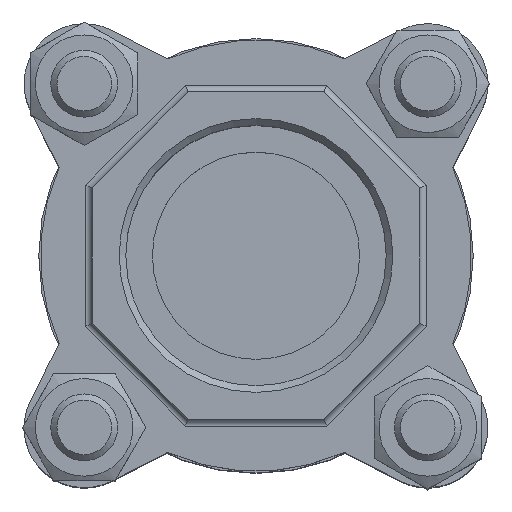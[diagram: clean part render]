
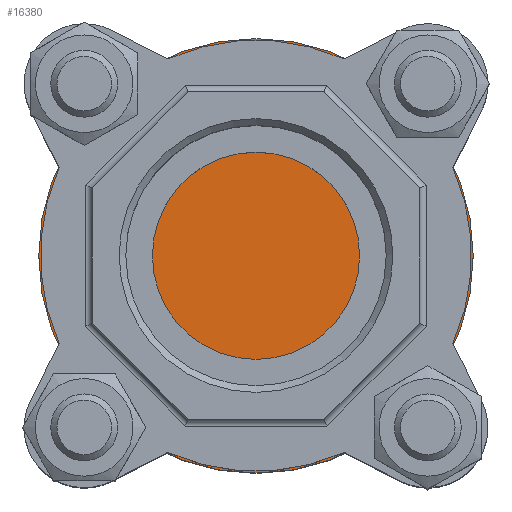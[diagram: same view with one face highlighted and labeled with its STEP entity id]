
A CAD part, top view. The second image highlights one B-rep face of the part: STEP entity #16380.
In plain terms, the highlighted planar face has unit normal (0, 0, 1).
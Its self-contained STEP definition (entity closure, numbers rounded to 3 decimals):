
#892=PLANE('',#16968);
#1650=FACE_OUTER_BOUND('',#2585,.T.);
#2585=EDGE_LOOP('',(#13393,#13394,#13395,#13396,#13397,#13398,#13399,#13400));
#2912=CIRCLE('',#16944,5.);
#2914=CIRCLE('',#16948,5.);
#2916=CIRCLE('',#16952,5.);
#2927=CIRCLE('',#16969,32.5);
#2928=CIRCLE('',#16970,32.5);
#2929=CIRCLE('',#16971,32.5);
#2930=CIRCLE('',#16972,5.);
#2931=CIRCLE('',#16973,32.5);
#7389=VERTEX_POINT('',#29259);
#7391=VERTEX_POINT('',#29272);
#7397=VERTEX_POINT('',#29295);
#7399=VERTEX_POINT('',#29308);
#7405=VERTEX_POINT('',#29331);
#7407=VERTEX_POINT('',#29344);
#7417=VERTEX_POINT('',#29388);
#7418=VERTEX_POINT('',#29390);
#9455=EDGE_CURVE('',#7389,#7391,#2912,.T.);
#9463=EDGE_CURVE('',#7397,#7399,#2914,.T.);
#9471=EDGE_CURVE('',#7405,#7407,#2916,.T.);
#9487=EDGE_CURVE('',#7397,#7391,#2927,.T.);
#9488=EDGE_CURVE('',#7405,#7399,#2928,.T.);
#9489=EDGE_CURVE('',#7417,#7407,#2929,.T.);
#9490=EDGE_CURVE('',#7417,#7418,#2930,.T.);
#9491=EDGE_CURVE('',#7389,#7418,#2931,.T.);
#13393=ORIENTED_EDGE('',*,*,#9455,.T.);
#13394=ORIENTED_EDGE('',*,*,#9487,.F.);
#13395=ORIENTED_EDGE('',*,*,#9463,.T.);
#13396=ORIENTED_EDGE('',*,*,#9488,.F.);
#13397=ORIENTED_EDGE('',*,*,#9471,.T.);
#13398=ORIENTED_EDGE('',*,*,#9489,.F.);
#13399=ORIENTED_EDGE('',*,*,#9490,.T.);
#13400=ORIENTED_EDGE('',*,*,#9491,.F.);
#16380=ADVANCED_FACE('',(#1650),#892,.T.);
#16944=AXIS2_PLACEMENT_3D('',#29274,#18925,#18926);
#16948=AXIS2_PLACEMENT_3D('',#29310,#18937,#18938);
#16952=AXIS2_PLACEMENT_3D('',#29346,#18949,#18950);
#16968=AXIS2_PLACEMENT_3D('',#29385,#18985,#18986);
#16969=AXIS2_PLACEMENT_3D('',#29386,#18987,#18988);
#16970=AXIS2_PLACEMENT_3D('',#29387,#18989,#18990);
#16971=AXIS2_PLACEMENT_3D('',#29389,#18991,#18992);
#16972=AXIS2_PLACEMENT_3D('',#29391,#18993,#18994);
#16973=AXIS2_PLACEMENT_3D('',#29392,#18995,#18996);
#18925=DIRECTION('center_axis',(0.,0.,-1.));
#18926=DIRECTION('ref_axis',(0.,1.,0.));
#18937=DIRECTION('center_axis',(0.,0.,-1.));
#18938=DIRECTION('ref_axis',(-1.,0.,0.));
#18949=DIRECTION('center_axis',(0.,0.,-1.));
#18950=DIRECTION('ref_axis',(0.,-1.,0.));
#18985=DIRECTION('center_axis',(0.,0.,1.));
#18986=DIRECTION('ref_axis',(1.,0.,0.));
#18987=DIRECTION('center_axis',(0.,0.,-1.));
#18988=DIRECTION('ref_axis',(-1.,0.,0.));
#18989=DIRECTION('center_axis',(0.,0.,-1.));
#18990=DIRECTION('ref_axis',(-1.,0.,0.));
#18991=DIRECTION('center_axis',(0.,0.,-1.));
#18992=DIRECTION('ref_axis',(-1.,0.,0.));
#18993=DIRECTION('center_axis',(0.,0.,-1.));
#18994=DIRECTION('ref_axis',(1.,0.,0.));
#18995=DIRECTION('center_axis',(0.,0.,-1.));
#18996=DIRECTION('ref_axis',(-1.,0.,0.));
#29259=CARTESIAN_POINT('',(-25.013,-20.751,16.5));
#29272=CARTESIAN_POINT('',(-20.751,-25.013,16.5));
#29274=CARTESIAN_POINT('Origin',(-25.703,-25.703,16.5));
#29295=CARTESIAN_POINT('',(20.751,-25.013,16.5));
#29308=CARTESIAN_POINT('',(25.013,-20.751,16.5));
#29310=CARTESIAN_POINT('Origin',(25.703,-25.703,16.5));
#29331=CARTESIAN_POINT('',(25.013,20.751,16.5));
#29344=CARTESIAN_POINT('',(20.751,25.013,16.5));
#29346=CARTESIAN_POINT('Origin',(25.703,25.703,16.5));
#29385=CARTESIAN_POINT('Origin',(0.,0.,16.5));
#29386=CARTESIAN_POINT('Origin',(0.,0.,16.5));
#29387=CARTESIAN_POINT('Origin',(0.,0.,16.5));
#29388=CARTESIAN_POINT('',(-20.751,25.013,16.5));
#29389=CARTESIAN_POINT('Origin',(0.,0.,16.5));
#29390=CARTESIAN_POINT('',(-25.013,20.751,16.5));
#29391=CARTESIAN_POINT('Origin',(-25.703,25.703,16.5));
#29392=CARTESIAN_POINT('Origin',(0.,0.,16.5));
